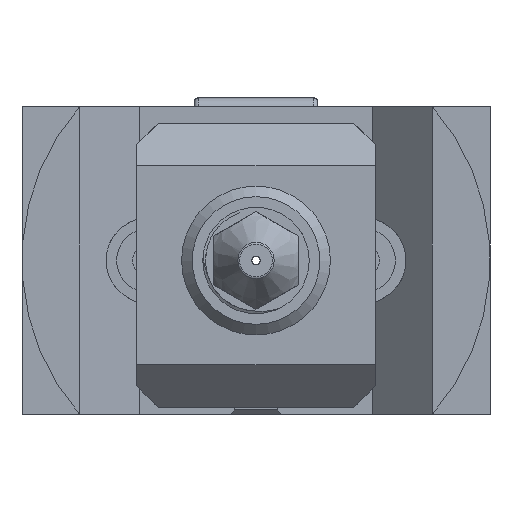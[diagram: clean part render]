
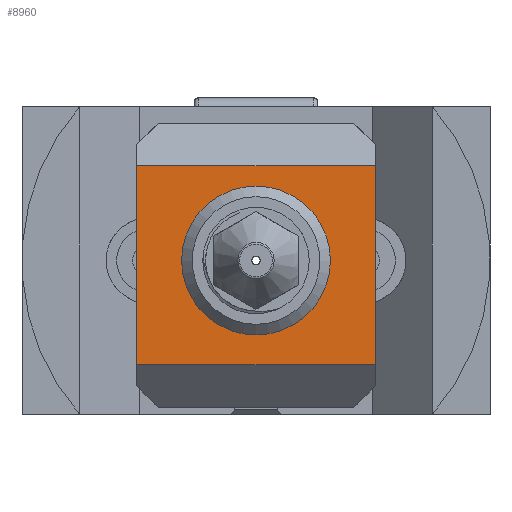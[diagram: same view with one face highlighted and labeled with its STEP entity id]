
A CAD part, front view. The second image highlights one B-rep face of the part: STEP entity #8960.
In plain terms, the highlighted face is planar.
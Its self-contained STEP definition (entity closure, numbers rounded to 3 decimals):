
#168=FACE_BOUND('',#1509,.T.);
#398=PLANE('',#9801);
#969=FACE_OUTER_BOUND('',#1508,.T.);
#1508=EDGE_LOOP('',(#8088,#8089,#8090,#8091));
#1509=EDGE_LOOP('',(#8092));
#1824=CIRCLE('',#9799,3.5);
#2691=LINE('',#19645,#3504);
#2692=LINE('',#19647,#3505);
#2693=LINE('',#19649,#3506);
#2694=LINE('',#19650,#3507);
#3504=VECTOR('',#11982,10.);
#3505=VECTOR('',#11983,10.);
#3506=VECTOR('',#11984,10.);
#3507=VECTOR('',#11985,10.);
#4373=VERTEX_POINT('',#19637);
#4375=VERTEX_POINT('',#19643);
#4376=VERTEX_POINT('',#19644);
#4377=VERTEX_POINT('',#19646);
#4378=VERTEX_POINT('',#19648);
#5625=EDGE_CURVE('',#4373,#4373,#1824,.T.);
#5628=EDGE_CURVE('',#4375,#4376,#2691,.T.);
#5629=EDGE_CURVE('',#4375,#4377,#2692,.T.);
#5630=EDGE_CURVE('',#4378,#4377,#2693,.T.);
#5631=EDGE_CURVE('',#4378,#4376,#2694,.T.);
#8088=ORIENTED_EDGE('',*,*,#5628,.F.);
#8089=ORIENTED_EDGE('',*,*,#5629,.T.);
#8090=ORIENTED_EDGE('',*,*,#5630,.F.);
#8091=ORIENTED_EDGE('',*,*,#5631,.T.);
#8092=ORIENTED_EDGE('',*,*,#5625,.F.);
#8960=ADVANCED_FACE('',(#969,#168),#398,.T.);
#9799=AXIS2_PLACEMENT_3D('',#19638,#11975,#11976);
#9801=AXIS2_PLACEMENT_3D('',#19642,#11980,#11981);
#11975=DIRECTION('center_axis',(0.,1.,0.));
#11976=DIRECTION('ref_axis',(-1.,0.,0.));
#11980=DIRECTION('center_axis',(0.,1.,0.));
#11981=DIRECTION('ref_axis',(1.,0.,0.));
#11982=DIRECTION('',(-1.,0.,0.));
#11983=DIRECTION('',(0.,0.,-1.));
#11984=DIRECTION('',(1.,0.,0.));
#11985=DIRECTION('',(0.,0.,1.));
#19637=CARTESIAN_POINT('',(21.5,0.,7.225));
#19638=CARTESIAN_POINT('Origin',(18.,0.,7.225));
#19642=CARTESIAN_POINT('Origin',(18.,0.,7.));
#19643=CARTESIAN_POINT('',(23.6,0.,11.67));
#19644=CARTESIAN_POINT('',(12.4,0.,11.67));
#19645=CARTESIAN_POINT('',(20.8,0.,11.67));
#19646=CARTESIAN_POINT('',(23.6,0.,2.33));
#19647=CARTESIAN_POINT('',(23.6,0.,13.67));
#19648=CARTESIAN_POINT('',(12.4,0.,2.33));
#19649=CARTESIAN_POINT('',(15.2,0.,2.33));
#19650=CARTESIAN_POINT('',(12.4,0.,0.33));
